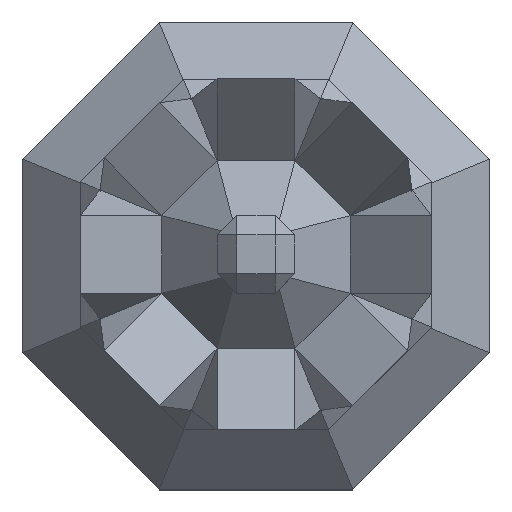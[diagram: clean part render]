
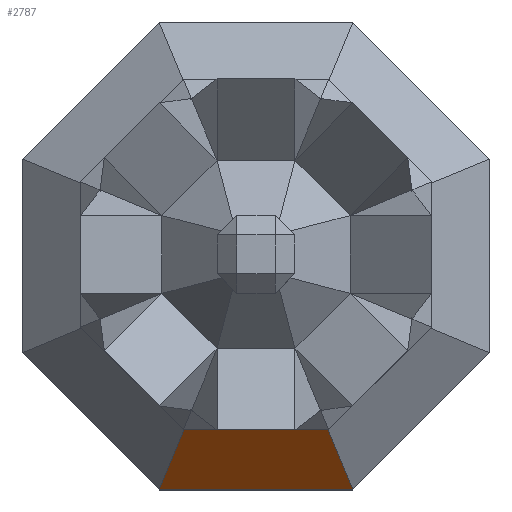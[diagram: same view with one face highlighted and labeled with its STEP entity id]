
A CAD part, top view. The second image highlights one B-rep face of the part: STEP entity #2787.
In plain terms, the highlighted planar face has unit normal (0, -0.707, 0.707).
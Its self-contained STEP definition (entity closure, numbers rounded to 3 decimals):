
#165=FACE_OUTER_BOUND('',#359,.T.);
#359=EDGE_LOOP('',(#2263,#2264,#2265,#2266));
#642=LINE('',#4284,#1014);
#688=LINE('',#4375,#1060);
#690=LINE('',#4379,#1062);
#691=LINE('',#4380,#1063);
#1014=VECTOR('',#3530,5.);
#1060=VECTOR('',#3626,5.);
#1062=VECTOR('',#3630,5.);
#1063=VECTOR('',#3631,5.);
#1261=VERTEX_POINT('',#4275);
#1264=VERTEX_POINT('',#4283);
#1284=VERTEX_POINT('',#4374);
#1285=VERTEX_POINT('',#4378);
#1566=EDGE_CURVE('',#1264,#1261,#642,.T.);
#1612=EDGE_CURVE('',#1264,#1284,#688,.T.);
#1614=EDGE_CURVE('',#1285,#1284,#690,.T.);
#1615=EDGE_CURVE('',#1261,#1285,#691,.T.);
#2263=ORIENTED_EDGE('',*,*,#1614,.T.);
#2264=ORIENTED_EDGE('',*,*,#1612,.F.);
#2265=ORIENTED_EDGE('',*,*,#1566,.T.);
#2266=ORIENTED_EDGE('',*,*,#1615,.T.);
#2593=PLANE('',#2995);
#2787=ADVANCED_FACE('',(#165),#2593,.T.);
#2995=AXIS2_PLACEMENT_3D('',#4377,#3628,#3629);
#3530=DIRECTION('',(-1.,0.,0.));
#3626=DIRECTION('',(0.281,-0.679,-0.679));
#3628=DIRECTION('center_axis',(0.,-0.707,0.707));
#3629=DIRECTION('ref_axis',(1.,0.,0.));
#3630=DIRECTION('',(1.,0.,0.));
#3631=DIRECTION('',(-0.281,-0.679,-0.679));
#4275=CARTESIAN_POINT('',(-6.899,-3.,40.));
#4283=CARTESIAN_POINT('',(-1.101,-3.,40.));
#4284=CARTESIAN_POINT('',(-6.485,-3.,40.));
#4374=CARTESIAN_POINT('',(0.971,-8.,35.));
#4375=CARTESIAN_POINT('',(-1.101,-3.,40.));
#4377=CARTESIAN_POINT('Origin',(-6.485,-5.5,37.5));
#4378=CARTESIAN_POINT('',(-8.971,-8.,35.));
#4379=CARTESIAN_POINT('',(-6.485,-8.,35.));
#4380=CARTESIAN_POINT('',(-6.899,-3.,40.));
